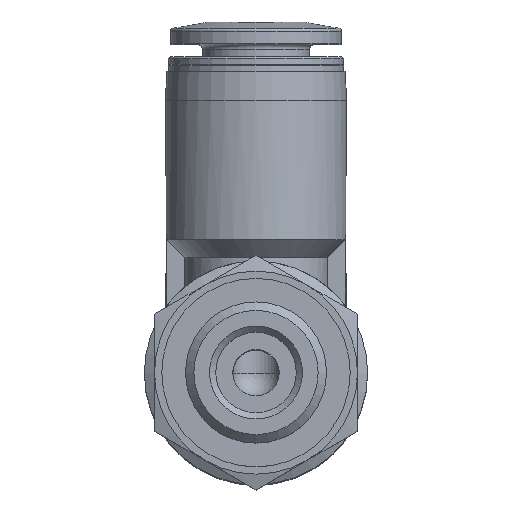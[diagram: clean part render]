
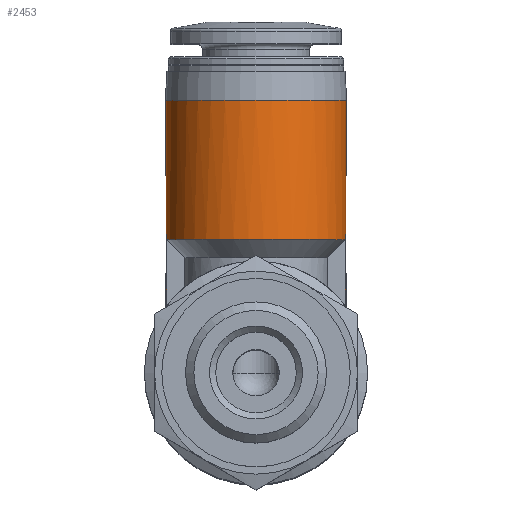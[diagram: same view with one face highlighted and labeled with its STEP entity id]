
A CAD part, top view. The second image highlights one B-rep face of the part: STEP entity #2453.
In plain terms, the highlighted cylindrical face has radius 6.25 mm (diameter 12.5 mm), a full revolution.
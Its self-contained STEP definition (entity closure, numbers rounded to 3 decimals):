
#125=LINE('',#3779,#155);
#126=LINE('',#3780,#156);
#127=LINE('',#3781,#157);
#128=LINE('',#3782,#158);
#155=VECTOR('',#3063,1000.);
#156=VECTOR('',#3064,1000.);
#157=VECTOR('',#3065,1000.);
#158=VECTOR('',#3066,1000.);
#184=B_SPLINE_CURVE_WITH_KNOTS('',3,(#3473,#3474,#3475,#3476),
 .UNSPECIFIED.,.F.,.F.,(4,4),(0.,0.002),.UNSPECIFIED.);
#186=B_SPLINE_CURVE_WITH_KNOTS('',3,(#3494,#3495,#3496,#3497),
 .UNSPECIFIED.,.F.,.F.,(4,4),(0.,0.002),.UNSPECIFIED.);
#247=CIRCLE('',#2568,6.25);
#248=CIRCLE('',#2570,6.25);
#287=CIRCLE('',#2657,6.25);
#557=ORIENTED_EDGE('',*,*,#791,.F.);
#558=ORIENTED_EDGE('',*,*,#864,.T.);
#559=ORIENTED_EDGE('',*,*,#776,.T.);
#560=ORIENTED_EDGE('',*,*,#865,.F.);
#561=ORIENTED_EDGE('',*,*,#793,.F.);
#562=ORIENTED_EDGE('',*,*,#866,.T.);
#563=ORIENTED_EDGE('',*,*,#780,.T.);
#564=ORIENTED_EDGE('',*,*,#867,.F.);
#565=ORIENTED_EDGE('',*,*,#863,.T.);
#776=EDGE_CURVE('',#964,#963,#184,.T.);
#780=EDGE_CURVE('',#968,#967,#186,.T.);
#791=EDGE_CURVE('',#975,#974,#247,.T.);
#793=EDGE_CURVE('',#976,#977,#248,.T.);
#863=EDGE_CURVE('',#1028,#1028,#287,.T.);
#864=EDGE_CURVE('',#975,#964,#125,.T.);
#865=EDGE_CURVE('',#977,#963,#126,.T.);
#866=EDGE_CURVE('',#976,#968,#127,.T.);
#867=EDGE_CURVE('',#974,#967,#128,.T.);
#963=VERTEX_POINT('',#3472);
#964=VERTEX_POINT('',#3477);
#967=VERTEX_POINT('',#3493);
#968=VERTEX_POINT('',#3498);
#974=VERTEX_POINT('',#3519);
#975=VERTEX_POINT('',#3524);
#976=VERTEX_POINT('',#3531);
#977=VERTEX_POINT('',#3533);
#1028=VERTEX_POINT('',#3777);
#1178=EDGE_LOOP('',(#557,#558,#559,#560,#561,#562,#563,#564));
#1179=EDGE_LOOP('',(#565));
#1385=FACE_BOUND('',#1178,.T.);
#1386=FACE_BOUND('',#1179,.T.);
#1506=CYLINDRICAL_SURFACE('',#2658,6.25);
#2453=ADVANCED_FACE('',(#1385,#1386),#1506,.T.);
#2568=AXIS2_PLACEMENT_3D('',#3525,#2875,#2876);
#2570=AXIS2_PLACEMENT_3D('',#3532,#2879,#2880);
#2657=AXIS2_PLACEMENT_3D('',#3776,#3059,#3060);
#2658=AXIS2_PLACEMENT_3D('',#3778,#3061,#3062);
#2875=DIRECTION('',(0.,-1.,0.));
#2876=DIRECTION('',(0.,0.,-1.));
#2879=DIRECTION('',(0.,-1.,0.));
#2880=DIRECTION('',(0.,0.,-1.));
#3059=DIRECTION('',(0.,-1.,0.));
#3060=DIRECTION('',(0.,0.,-1.));
#3061=DIRECTION('',(0.,-1.,0.));
#3062=DIRECTION('',(0.,0.,-1.));
#3063=DIRECTION('',(0.,-1.,0.));
#3064=DIRECTION('',(0.,-1.,0.));
#3065=DIRECTION('',(0.,-1.,0.));
#3066=DIRECTION('',(0.,-1.,0.));
#3472=CARTESIAN_POINT('',(-6.169,4.607,-12.4));
#3473=CARTESIAN_POINT('',(-6.169,4.607,-14.4));
#3474=CARTESIAN_POINT('',(-6.276,4.465,-13.744));
#3475=CARTESIAN_POINT('',(-6.276,4.465,-13.056));
#3476=CARTESIAN_POINT('',(-6.169,4.607,-12.4));
#3477=CARTESIAN_POINT('',(-6.169,4.607,-14.4));
#3493=CARTESIAN_POINT('',(6.169,4.607,-14.4));
#3494=CARTESIAN_POINT('',(6.169,4.607,-12.4));
#3495=CARTESIAN_POINT('',(6.276,4.465,-13.056));
#3496=CARTESIAN_POINT('',(6.276,4.465,-13.744));
#3497=CARTESIAN_POINT('',(6.169,4.607,-14.4));
#3498=CARTESIAN_POINT('',(6.169,4.607,-12.4));
#3519=CARTESIAN_POINT('',(6.169,9.2,-14.4));
#3524=CARTESIAN_POINT('',(-6.169,9.2,-14.4));
#3525=CARTESIAN_POINT('',(0.,9.2,-13.4));
#3531=CARTESIAN_POINT('',(6.169,9.2,-12.4));
#3532=CARTESIAN_POINT('',(0.,9.2,-13.4));
#3533=CARTESIAN_POINT('',(-6.169,9.2,-12.4));
#3776=CARTESIAN_POINT('',(0.,18.8,-13.4));
#3777=CARTESIAN_POINT('',(0.,18.8,-19.65));
#3778=CARTESIAN_POINT('',(0.,0.,-13.4));
#3779=CARTESIAN_POINT('',(-6.169,9.2,-14.4));
#3780=CARTESIAN_POINT('',(-6.169,9.2,-12.4));
#3781=CARTESIAN_POINT('',(6.169,9.2,-12.4));
#3782=CARTESIAN_POINT('',(6.169,9.2,-14.4));
